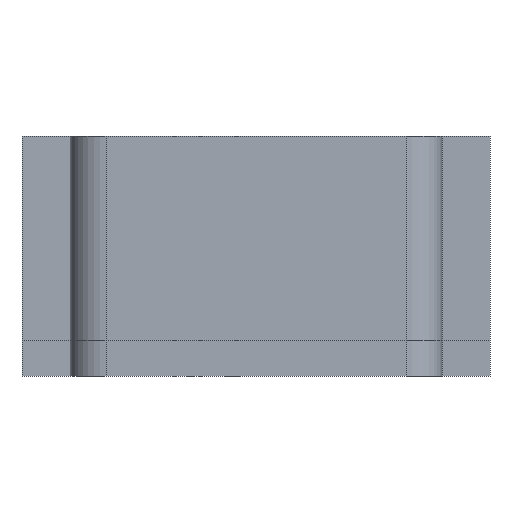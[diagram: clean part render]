
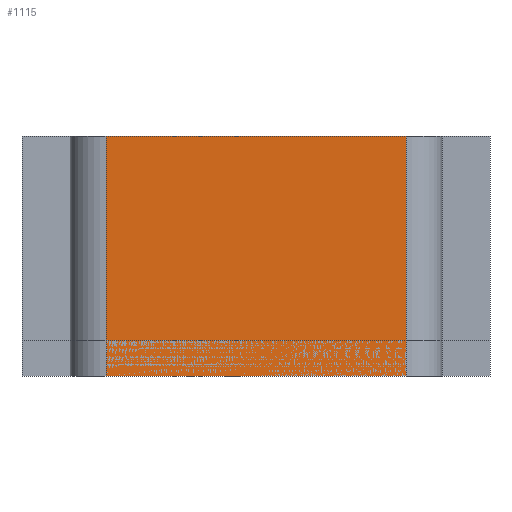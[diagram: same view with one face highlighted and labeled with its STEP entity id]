
A CAD part, front view. The second image highlights one B-rep face of the part: STEP entity #1115.
In plain terms, the highlighted planar face has unit normal (0, -1, 0).
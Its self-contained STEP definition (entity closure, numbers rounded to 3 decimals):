
#76=FACE_OUTER_BOUND('',#138,.T.);
#138=EDGE_LOOP('',(#813,#814,#815,#816));
#224=LINE('',#1657,#365);
#225=LINE('',#1660,#366);
#226=LINE('',#1662,#367);
#227=LINE('',#1663,#368);
#365=VECTOR('',#1351,10.);
#366=VECTOR('',#1354,10.);
#367=VECTOR('',#1355,10.);
#368=VECTOR('',#1356,10.);
#494=VERTEX_POINT('',#1650);
#497=VERTEX_POINT('',#1655);
#498=VERTEX_POINT('',#1659);
#499=VERTEX_POINT('',#1661);
#616=EDGE_CURVE('',#497,#494,#224,.T.);
#617=EDGE_CURVE('',#497,#498,#225,.T.);
#618=EDGE_CURVE('',#499,#498,#226,.T.);
#619=EDGE_CURVE('',#494,#499,#227,.T.);
#813=ORIENTED_EDGE('',*,*,#616,.F.);
#814=ORIENTED_EDGE('',*,*,#617,.T.);
#815=ORIENTED_EDGE('',*,*,#618,.F.);
#816=ORIENTED_EDGE('',*,*,#619,.F.);
#1058=PLANE('',#1201);
#1115=ADVANCED_FACE('',(#76),#1058,.T.);
#1201=AXIS2_PLACEMENT_3D('',#1658,#1352,#1353);
#1351=DIRECTION('',(0.,0.,1.));
#1352=DIRECTION('center_axis',(0.,-1.,0.));
#1353=DIRECTION('ref_axis',(1.,0.,0.));
#1354=DIRECTION('',(1.,0.,0.));
#1355=DIRECTION('',(0.,0.,-1.));
#1356=DIRECTION('',(1.,0.,0.));
#1650=CARTESIAN_POINT('',(1.5,0.,10.));
#1655=CARTESIAN_POINT('',(1.5,0.,0.));
#1657=CARTESIAN_POINT('',(1.5,0.,0.));
#1658=CARTESIAN_POINT('Origin',(0.,0.,0.));
#1659=CARTESIAN_POINT('',(14.,0.,0.));
#1660=CARTESIAN_POINT('',(0.,0.,0.));
#1661=CARTESIAN_POINT('',(14.,0.,10.));
#1662=CARTESIAN_POINT('',(14.,0.,0.));
#1663=CARTESIAN_POINT('',(0.,0.,10.));
